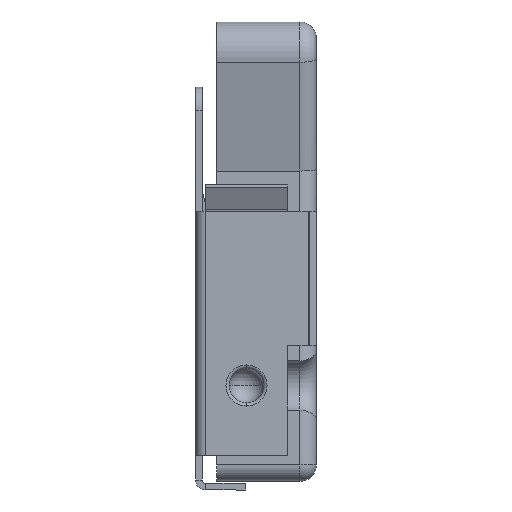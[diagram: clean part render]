
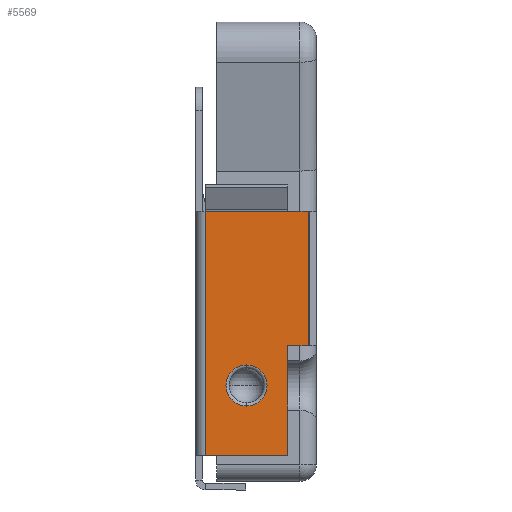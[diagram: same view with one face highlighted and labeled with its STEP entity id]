
A CAD part, left-side view. The second image highlights one B-rep face of the part: STEP entity #5569.
In plain terms, the highlighted planar face has unit normal (-1, 0, 0).
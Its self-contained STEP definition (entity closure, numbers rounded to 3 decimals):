
#258 = PLANE ( 'NONE',  #535 ) ;
#350 = CARTESIAN_POINT ( 'NONE',  ( -6.35, 0.25, -1.71 ) ) ;
#446 = LINE ( 'NONE', #1250, #3078 ) ;
#535 = AXIS2_PLACEMENT_3D ( 'NONE', #4098, #5997, #3144 ) ;
#559 = EDGE_CURVE ( 'NONE', #3045, #5635, #446, .T. ) ;
#591 = VECTOR ( 'NONE', #1213, 1000. ) ;
#656 = CARTESIAN_POINT ( 'NONE',  ( -6.35, 0.86, -1.71 ) ) ;
#689 = CARTESIAN_POINT ( 'NONE',  ( -6.35, 2.1, -2.91 ) ) ;
#815 = CARTESIAN_POINT ( 'NONE',  ( -6.35, 0.25, 2.33 ) ) ;
#866 = CARTESIAN_POINT ( 'NONE',  ( -6.35, 0.86, 2.33 ) ) ;
#927 = CIRCLE ( 'NONE', #4863, 0.617 ) ;
#994 = CARTESIAN_POINT ( 'NONE',  ( -6.35, 3.33, -5.01 ) ) ;
#1001 = EDGE_CURVE ( 'NONE', #3054, #5635, #3599, .T. ) ;
#1014 = ORIENTED_EDGE ( 'NONE', *, *, #3745, .T. ) ;
#1103 = DIRECTION ( 'NONE',  ( 1., 0., 0. ) ) ;
#1199 = LINE ( 'NONE', #2592, #3438 ) ;
#1213 = DIRECTION ( 'NONE',  ( 0., 1., 0. ) ) ;
#1217 = VERTEX_POINT ( 'NONE', #994 ) ;
#1250 = CARTESIAN_POINT ( 'NONE',  ( -6.35, 0.25, -1.71 ) ) ;
#1276 = EDGE_CURVE ( 'NONE', #5422, #2135, #1640, .T. ) ;
#1463 = ORIENTED_EDGE ( 'NONE', *, *, #1001, .F. ) ;
#1478 = CARTESIAN_POINT ( 'NONE',  ( -6.35, 0.86, -5.01 ) ) ;
#1547 = FACE_OUTER_BOUND ( 'NONE', #4595, .T. ) ;
#1597 = DIRECTION ( 'NONE',  ( 0., 0., -1. ) ) ;
#1640 = LINE ( 'NONE', #1478, #3434 ) ;
#1907 = CARTESIAN_POINT ( 'NONE',  ( -6.35, 3.33, 0. ) ) ;
#1977 = DIRECTION ( 'NONE',  ( 0., 0., 1. ) ) ;
#2073 = DIRECTION ( 'NONE',  ( 0., 0., 1. ) ) ;
#2103 = AXIS2_PLACEMENT_3D ( 'NONE', #689, #1103, #2073 ) ;
#2121 = ORIENTED_EDGE ( 'NONE', *, *, #1276, .F. ) ;
#2135 = VERTEX_POINT ( 'NONE', #4964 ) ;
#2164 = DIRECTION ( 'NONE',  ( 0., -1., 0. ) ) ;
#2285 = VERTEX_POINT ( 'NONE', #4083 ) ;
#2304 = VECTOR ( 'NONE', #2164, 1000. ) ;
#2560 = EDGE_CURVE ( 'NONE', #2135, #1217, #2991, .T. ) ;
#2592 = CARTESIAN_POINT ( 'NONE',  ( -6.35, 0.86, 2.33 ) ) ;
#2652 = CARTESIAN_POINT ( 'NONE',  ( -6.35, 3.43, -5.01 ) ) ;
#2973 = FACE_BOUND ( 'NONE', #5928, .T. ) ;
#2991 = LINE ( 'NONE', #2652, #591 ) ;
#3007 = ORIENTED_EDGE ( 'NONE', *, *, #5012, .T. ) ;
#3021 = CARTESIAN_POINT ( 'NONE',  ( -6.35, 2.1, -3.527 ) ) ;
#3045 = VERTEX_POINT ( 'NONE', #350 ) ;
#3054 = VERTEX_POINT ( 'NONE', #866 ) ;
#3069 = LINE ( 'NONE', #1907, #5757 ) ;
#3078 = VECTOR ( 'NONE', #4194, 1000. ) ;
#3144 = DIRECTION ( 'NONE',  ( 0., 0., 1. ) ) ;
#3434 = VECTOR ( 'NONE', #4864, 1000. ) ;
#3438 = VECTOR ( 'NONE', #5015, 1000. ) ;
#3471 = ORIENTED_EDGE ( 'NONE', *, *, #559, .T. ) ;
#3599 = LINE ( 'NONE', #3617, #2304 ) ;
#3617 = CARTESIAN_POINT ( 'NONE',  ( -6.35, 0.86, 2.33 ) ) ;
#3709 = VERTEX_POINT ( 'NONE', #3021 ) ;
#3745 = EDGE_CURVE ( 'NONE', #5422, #3045, #5007, .T. ) ;
#3969 = CARTESIAN_POINT ( 'NONE',  ( -6.35, 0.86, -1.71 ) ) ;
#4010 = DIRECTION ( 'NONE',  ( 1., 0., 0. ) ) ;
#4035 = EDGE_CURVE ( 'NONE', #2285, #1217, #3069, .T. ) ;
#4083 = CARTESIAN_POINT ( 'NONE',  ( -6.35, 3.33, 2.33 ) ) ;
#4098 = CARTESIAN_POINT ( 'NONE',  ( -6.35, 0.86, -1.71 ) ) ;
#4101 = ORIENTED_EDGE ( 'NONE', *, *, #6039, .F. ) ;
#4109 = CIRCLE ( 'NONE', #2103, 0.617 ) ;
#4194 = DIRECTION ( 'NONE',  ( 0., 0., 1. ) ) ;
#4440 = DIRECTION ( 'NONE',  ( 0., -1., 0. ) ) ;
#4502 = VERTEX_POINT ( 'NONE', #5552 ) ;
#4556 = ORIENTED_EDGE ( 'NONE', *, *, #4035, .T. ) ;
#4595 = EDGE_LOOP ( 'NONE', ( #4101, #4556, #4600, #2121, #1014, #3471, #1463 ) ) ;
#4600 = ORIENTED_EDGE ( 'NONE', *, *, #2560, .F. ) ;
#4752 = ORIENTED_EDGE ( 'NONE', *, *, #5979, .T. ) ;
#4860 = VECTOR ( 'NONE', #4440, 1000. ) ;
#4863 = AXIS2_PLACEMENT_3D ( 'NONE', #5842, #4010, #1977 ) ;
#4864 = DIRECTION ( 'NONE',  ( 0., 0., -1. ) ) ;
#4964 = CARTESIAN_POINT ( 'NONE',  ( -6.35, 0.86, -5.01 ) ) ;
#5007 = LINE ( 'NONE', #3969, #4860 ) ;
#5012 = EDGE_CURVE ( 'NONE', #4502, #3709, #4109, .T. ) ;
#5015 = DIRECTION ( 'NONE',  ( 0., -1., 0. ) ) ;
#5422 = VERTEX_POINT ( 'NONE', #656 ) ;
#5552 = CARTESIAN_POINT ( 'NONE',  ( -6.35, 2.1, -2.293 ) ) ;
#5569 = ADVANCED_FACE ( 'NONE', ( #2973, #1547 ), #258, .T. ) ;
#5635 = VERTEX_POINT ( 'NONE', #815 ) ;
#5757 = VECTOR ( 'NONE', #1597, 1000. ) ;
#5842 = CARTESIAN_POINT ( 'NONE',  ( -6.35, 2.1, -2.91 ) ) ;
#5928 = EDGE_LOOP ( 'NONE', ( #3007, #4752 ) ) ;
#5979 = EDGE_CURVE ( 'NONE', #3709, #4502, #927, .T. ) ;
#5997 = DIRECTION ( 'NONE',  ( -1., 0., 0. ) ) ;
#6039 = EDGE_CURVE ( 'NONE', #2285, #3054, #1199, .T. ) ;
